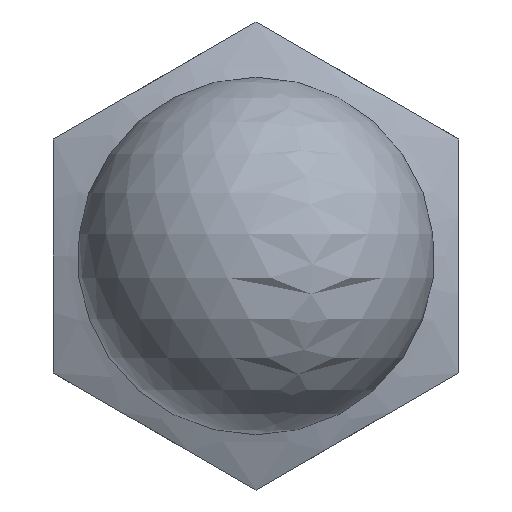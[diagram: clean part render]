
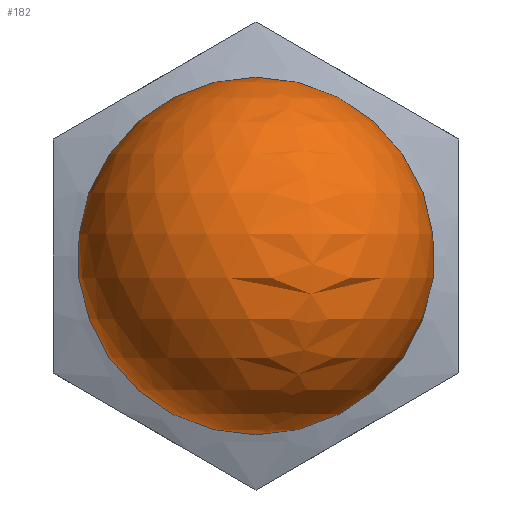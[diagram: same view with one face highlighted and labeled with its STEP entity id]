
A CAD part, front view. The second image highlights one B-rep face of the part: STEP entity #182.
In plain terms, the highlighted spherical face has radius 7.5 mm.
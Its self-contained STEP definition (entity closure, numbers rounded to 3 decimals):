
#33 = EDGE_CURVE ( 'NONE', #66, #66, #88, .T. ) ;
#66 = VERTEX_POINT ( 'NONE', #155 ) ;
#88 = CIRCLE ( 'NONE', #453, 6. ) ;
#98 = FACE_OUTER_BOUND ( 'NONE', #110, .T. ) ;
#110 = EDGE_LOOP ( 'NONE', ( #482 ) ) ;
#155 = CARTESIAN_POINT ( 'NONE',  ( -6., -10., 0. ) ) ;
#182 = ADVANCED_FACE ( 'NONE', ( #98 ), #534, .T. ) ;
#342 = DIRECTION ( 'NONE',  ( -1., 0., 0. ) ) ;
#358 = CARTESIAN_POINT ( 'NONE',  ( 0., -14.5, 0. ) ) ;
#383 = AXIS2_PLACEMENT_3D ( 'NONE', #358, #391, #342 ) ;
#391 = DIRECTION ( 'NONE',  ( 0., 0., 1. ) ) ;
#430 = DIRECTION ( 'NONE',  ( -1., 0., 0. ) ) ;
#450 = DIRECTION ( 'NONE',  ( 0., 1., 0. ) ) ;
#451 = CARTESIAN_POINT ( 'NONE',  ( 0., -10., 0. ) ) ;
#453 = AXIS2_PLACEMENT_3D ( 'NONE', #451, #450, #430 ) ;
#482 = ORIENTED_EDGE ( 'NONE', *, *, #33, .F. ) ;
#534 = SPHERICAL_SURFACE ( 'NONE', #383, 7.5 ) ;
